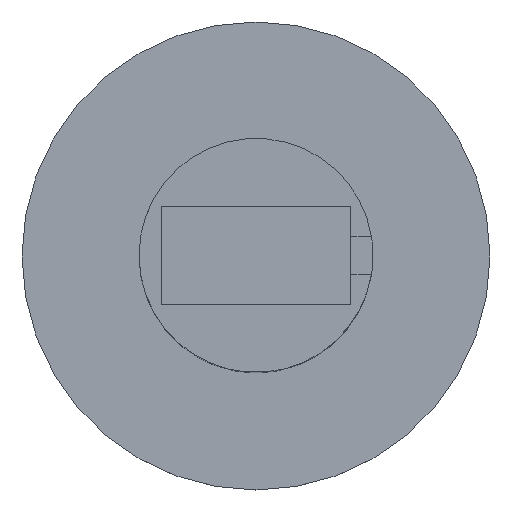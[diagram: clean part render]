
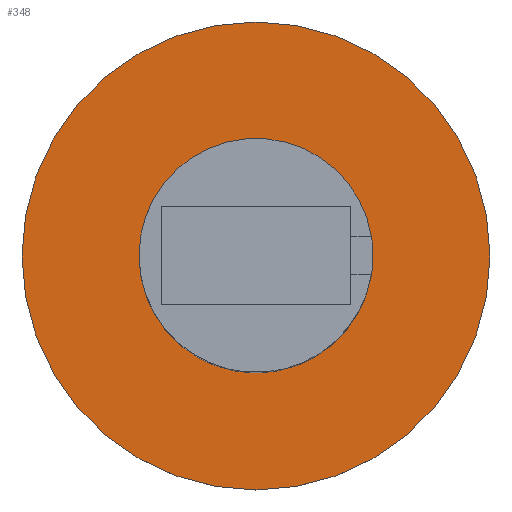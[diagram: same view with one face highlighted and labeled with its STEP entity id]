
A CAD part, top view. The second image highlights one B-rep face of the part: STEP entity #348.
In plain terms, the highlighted planar face has unit normal (0, 0, 1).
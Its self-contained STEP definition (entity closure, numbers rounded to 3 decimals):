
#2 = FACE_OUTER_BOUND ( 'NONE', #296, .T. ) ;
#20 = ORIENTED_EDGE ( 'NONE', *, *, #492, .T. ) ;
#28 = EDGE_CURVE ( 'NONE', #160, #319, #87, .T. ) ;
#49 = CARTESIAN_POINT ( 'NONE',  ( -50., 0., 2. ) ) ;
#87 = CIRCLE ( 'NONE', #471, 25. ) ;
#119 = DIRECTION ( 'NONE',  ( 1., 0., 0. ) ) ;
#121 = AXIS2_PLACEMENT_3D ( 'NONE', #444, #323, #486 ) ;
#122 = CARTESIAN_POINT ( 'NONE',  ( 25., 0., 2. ) ) ;
#134 = ORIENTED_EDGE ( 'NONE', *, *, #28, .F. ) ;
#150 = DIRECTION ( 'NONE',  ( 1., 0., 0. ) ) ;
#159 = FACE_BOUND ( 'NONE', #166, .T. ) ;
#160 = VERTEX_POINT ( 'NONE', #236 ) ;
#166 = EDGE_LOOP ( 'NONE', ( #134, #222 ) ) ;
#169 = CIRCLE ( 'NONE', #411, 25. ) ;
#173 = CARTESIAN_POINT ( 'NONE',  ( 0., 0., 2. ) ) ;
#182 = VERTEX_POINT ( 'NONE', #358 ) ;
#200 = EDGE_CURVE ( 'NONE', #319, #160, #169, .T. ) ;
#221 = DIRECTION ( 'NONE',  ( 0., 0., 1. ) ) ;
#222 = ORIENTED_EDGE ( 'NONE', *, *, #200, .F. ) ;
#236 = CARTESIAN_POINT ( 'NONE',  ( -25., 0., 2. ) ) ;
#239 = CARTESIAN_POINT ( 'NONE',  ( 0., 0., 2. ) ) ;
#256 = DIRECTION ( 'NONE',  ( 1., 0., 0. ) ) ;
#261 = DIRECTION ( 'NONE',  ( 0., 0., 1. ) ) ;
#270 = CARTESIAN_POINT ( 'NONE',  ( 0., 0., 2. ) ) ;
#282 = PLANE ( 'NONE',  #121 ) ;
#295 = DIRECTION ( 'NONE',  ( 1., 0., 0. ) ) ;
#296 = EDGE_LOOP ( 'NONE', ( #506, #20 ) ) ;
#299 = AXIS2_PLACEMENT_3D ( 'NONE', #173, #221, #295 ) ;
#319 = VERTEX_POINT ( 'NONE', #122 ) ;
#323 = DIRECTION ( 'NONE',  ( 0., 0., 1. ) ) ;
#339 = EDGE_CURVE ( 'NONE', #490, #182, #354, .T. ) ;
#348 = ADVANCED_FACE ( 'NONE', ( #159, #2 ), #282, .T. ) ;
#354 = CIRCLE ( 'NONE', #360, 50. ) ;
#358 = CARTESIAN_POINT ( 'NONE',  ( 50., 0., 2. ) ) ;
#360 = AXIS2_PLACEMENT_3D ( 'NONE', #239, #484, #119 ) ;
#381 = CARTESIAN_POINT ( 'NONE',  ( 0., 0., 2. ) ) ;
#411 = AXIS2_PLACEMENT_3D ( 'NONE', #270, #514, #150 ) ;
#428 = CIRCLE ( 'NONE', #299, 50. ) ;
#444 = CARTESIAN_POINT ( 'NONE',  ( 0., 0., 2. ) ) ;
#471 = AXIS2_PLACEMENT_3D ( 'NONE', #381, #261, #256 ) ;
#484 = DIRECTION ( 'NONE',  ( 0., 0., 1. ) ) ;
#486 = DIRECTION ( 'NONE',  ( 1., 0., 0. ) ) ;
#490 = VERTEX_POINT ( 'NONE', #49 ) ;
#492 = EDGE_CURVE ( 'NONE', #182, #490, #428, .T. ) ;
#506 = ORIENTED_EDGE ( 'NONE', *, *, #339, .T. ) ;
#514 = DIRECTION ( 'NONE',  ( 0., 0., 1. ) ) ;
